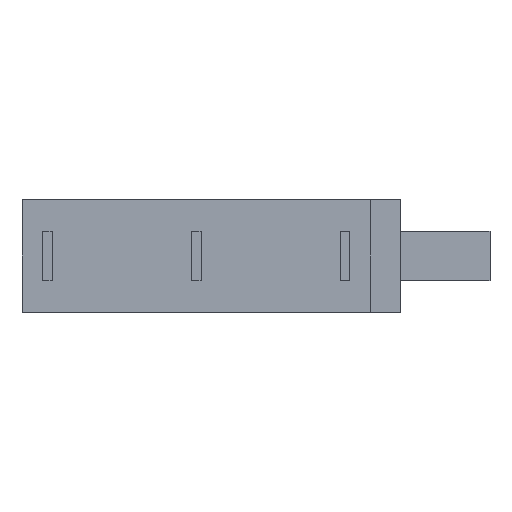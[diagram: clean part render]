
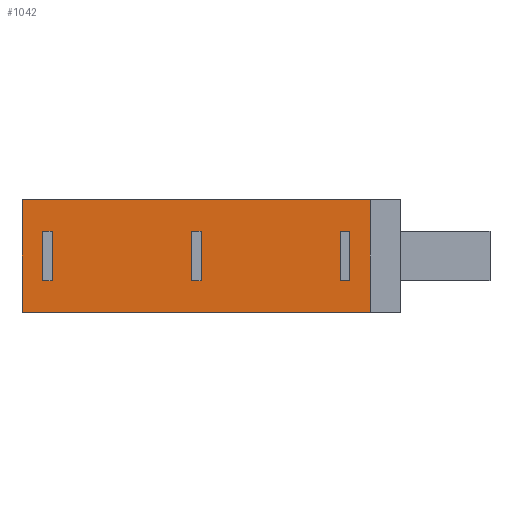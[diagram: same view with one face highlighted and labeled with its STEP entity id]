
A CAD part, left-side view. The second image highlights one B-rep face of the part: STEP entity #1042.
In plain terms, the highlighted planar face has unit normal (1, 0, 0).
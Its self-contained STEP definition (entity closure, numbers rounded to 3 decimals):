
#920=AXIS2_PLACEMENT_3D('Plane Axis2P3D',#917,#918,#919) ;
#777=CARTESIAN_POINT('Vertex',(-175.133,-19.9,-82.)) ;
#780=CARTESIAN_POINT('Line Origine',(-175.133,-29.8,-82.)) ;
#784=CARTESIAN_POINT('Vertex',(-175.133,-39.7,-82.)) ;
#898=CARTESIAN_POINT('Line Origine',(-175.133,-39.7,-78.8)) ;
#902=CARTESIAN_POINT('Vertex',(-175.133,-39.7,-75.6)) ;
#917=CARTESIAN_POINT('Axis2P3D Location',(-175.133,-19.9,-75.6)) ;
#922=CARTESIAN_POINT('Line Origine',(-175.133,-19.9,-78.8)) ;
#926=CARTESIAN_POINT('Vertex',(-175.133,-19.9,-75.6)) ;
#929=CARTESIAN_POINT('Line Origine',(-175.133,-29.8,-75.6)) ;
#940=CARTESIAN_POINT('Line Origine',(-175.133,-38.54,-78.8)) ;
#944=CARTESIAN_POINT('Vertex',(-175.133,-38.54,-80.2)) ;
#946=CARTESIAN_POINT('Vertex',(-175.133,-38.54,-77.4)) ;
#949=CARTESIAN_POINT('Line Origine',(-175.133,-38.26,-77.4)) ;
#953=CARTESIAN_POINT('Vertex',(-175.133,-37.98,-77.4)) ;
#956=CARTESIAN_POINT('Line Origine',(-175.133,-37.98,-78.8)) ;
#960=CARTESIAN_POINT('Vertex',(-175.133,-37.98,-80.2)) ;
#963=CARTESIAN_POINT('Line Origine',(-175.133,-38.26,-80.2)) ;
#974=CARTESIAN_POINT('Line Origine',(-175.133,-30.08,-78.8)) ;
#978=CARTESIAN_POINT('Vertex',(-175.133,-30.08,-80.2)) ;
#980=CARTESIAN_POINT('Vertex',(-175.133,-30.08,-77.4)) ;
#983=CARTESIAN_POINT('Line Origine',(-175.133,-29.8,-77.4)) ;
#987=CARTESIAN_POINT('Vertex',(-175.133,-29.52,-77.4)) ;
#990=CARTESIAN_POINT('Line Origine',(-175.133,-29.52,-78.8)) ;
#994=CARTESIAN_POINT('Vertex',(-175.133,-29.52,-80.2)) ;
#997=CARTESIAN_POINT('Line Origine',(-175.133,-29.8,-80.2)) ;
#1008=CARTESIAN_POINT('Line Origine',(-175.133,-21.62,-78.8)) ;
#1012=CARTESIAN_POINT('Vertex',(-175.133,-21.62,-80.2)) ;
#1014=CARTESIAN_POINT('Vertex',(-175.133,-21.62,-77.4)) ;
#1017=CARTESIAN_POINT('Line Origine',(-175.133,-21.34,-77.4)) ;
#1021=CARTESIAN_POINT('Vertex',(-175.133,-21.06,-77.4)) ;
#1024=CARTESIAN_POINT('Line Origine',(-175.133,-21.06,-78.8)) ;
#1028=CARTESIAN_POINT('Vertex',(-175.133,-21.06,-80.2)) ;
#1031=CARTESIAN_POINT('Line Origine',(-175.133,-21.34,-80.2)) ;
#781=DIRECTION('Vector Direction',(0.,-1.,0.)) ;
#899=DIRECTION('Vector Direction',(0.,0.,-1.)) ;
#918=DIRECTION('Axis2P3D Direction',(1.,0.,0.)) ;
#919=DIRECTION('Axis2P3D XDirection',(0.,-1.,0.)) ;
#923=DIRECTION('Vector Direction',(0.,0.,-1.)) ;
#930=DIRECTION('Vector Direction',(0.,-1.,0.)) ;
#941=DIRECTION('Vector Direction',(0.,0.,-1.)) ;
#950=DIRECTION('Vector Direction',(0.,1.,0.)) ;
#957=DIRECTION('Vector Direction',(0.,0.,1.)) ;
#964=DIRECTION('Vector Direction',(0.,-1.,0.)) ;
#975=DIRECTION('Vector Direction',(0.,0.,-1.)) ;
#984=DIRECTION('Vector Direction',(0.,1.,0.)) ;
#991=DIRECTION('Vector Direction',(0.,0.,1.)) ;
#998=DIRECTION('Vector Direction',(0.,-1.,0.)) ;
#1009=DIRECTION('Vector Direction',(0.,0.,-1.)) ;
#1018=DIRECTION('Vector Direction',(0.,1.,0.)) ;
#1025=DIRECTION('Vector Direction',(0.,0.,1.)) ;
#1032=DIRECTION('Vector Direction',(0.,-1.,0.)) ;
#782=VECTOR('Line Direction',#781,1.) ;
#900=VECTOR('Line Direction',#899,1.) ;
#924=VECTOR('Line Direction',#923,1.) ;
#931=VECTOR('Line Direction',#930,1.) ;
#942=VECTOR('Line Direction',#941,1.) ;
#951=VECTOR('Line Direction',#950,1.) ;
#958=VECTOR('Line Direction',#957,1.) ;
#965=VECTOR('Line Direction',#964,1.) ;
#976=VECTOR('Line Direction',#975,1.) ;
#985=VECTOR('Line Direction',#984,1.) ;
#992=VECTOR('Line Direction',#991,1.) ;
#999=VECTOR('Line Direction',#998,1.) ;
#1010=VECTOR('Line Direction',#1009,1.) ;
#1019=VECTOR('Line Direction',#1018,1.) ;
#1026=VECTOR('Line Direction',#1025,1.) ;
#1033=VECTOR('Line Direction',#1032,1.) ;
#935=ORIENTED_EDGE('',*,*,#786,.T.) ;
#936=ORIENTED_EDGE('',*,*,#928,.F.) ;
#937=ORIENTED_EDGE('',*,*,#933,.F.) ;
#938=ORIENTED_EDGE('',*,*,#904,.T.) ;
#969=ORIENTED_EDGE('',*,*,#948,.T.) ;
#970=ORIENTED_EDGE('',*,*,#955,.T.) ;
#971=ORIENTED_EDGE('',*,*,#962,.T.) ;
#972=ORIENTED_EDGE('',*,*,#967,.T.) ;
#1003=ORIENTED_EDGE('',*,*,#982,.T.) ;
#1004=ORIENTED_EDGE('',*,*,#989,.T.) ;
#1005=ORIENTED_EDGE('',*,*,#996,.T.) ;
#1006=ORIENTED_EDGE('',*,*,#1001,.T.) ;
#1037=ORIENTED_EDGE('',*,*,#1016,.T.) ;
#1038=ORIENTED_EDGE('',*,*,#1023,.T.) ;
#1039=ORIENTED_EDGE('',*,*,#1030,.T.) ;
#1040=ORIENTED_EDGE('',*,*,#1035,.T.) ;
#973=FACE_BOUND('',#968,.T.) ;
#1007=FACE_BOUND('',#1002,.T.) ;
#1041=FACE_BOUND('',#1036,.T.) ;
#1042=ADVANCED_FACE('Surface.5',(#939,#973,#1007,#1041),#921,.T.) ;
#786=EDGE_CURVE('',#785,#778,#783,.F.) ;
#904=EDGE_CURVE('',#903,#785,#901,.T.) ;
#928=EDGE_CURVE('',#927,#778,#925,.T.) ;
#933=EDGE_CURVE('',#903,#927,#932,.F.) ;
#948=EDGE_CURVE('',#945,#947,#943,.F.) ;
#955=EDGE_CURVE('',#947,#954,#952,.T.) ;
#962=EDGE_CURVE('',#954,#961,#959,.F.) ;
#967=EDGE_CURVE('',#961,#945,#966,.T.) ;
#982=EDGE_CURVE('',#979,#981,#977,.F.) ;
#989=EDGE_CURVE('',#981,#988,#986,.T.) ;
#996=EDGE_CURVE('',#988,#995,#993,.F.) ;
#1001=EDGE_CURVE('',#995,#979,#1000,.T.) ;
#1016=EDGE_CURVE('',#1013,#1015,#1011,.F.) ;
#1023=EDGE_CURVE('',#1015,#1022,#1020,.T.) ;
#1030=EDGE_CURVE('',#1022,#1029,#1027,.F.) ;
#1035=EDGE_CURVE('',#1029,#1013,#1034,.T.) ;
#934=EDGE_LOOP('',(#935,#936,#937,#938)) ;
#968=EDGE_LOOP('',(#969,#970,#971,#972)) ;
#1002=EDGE_LOOP('',(#1003,#1004,#1005,#1006)) ;
#1036=EDGE_LOOP('',(#1037,#1038,#1039,#1040)) ;
#939=FACE_OUTER_BOUND('',#934,.T.) ;
#783=LINE('Line',#780,#782) ;
#901=LINE('Line',#898,#900) ;
#925=LINE('Line',#922,#924) ;
#932=LINE('Line',#929,#931) ;
#943=LINE('Line',#940,#942) ;
#952=LINE('Line',#949,#951) ;
#959=LINE('Line',#956,#958) ;
#966=LINE('Line',#963,#965) ;
#977=LINE('Line',#974,#976) ;
#986=LINE('Line',#983,#985) ;
#993=LINE('Line',#990,#992) ;
#1000=LINE('Line',#997,#999) ;
#1011=LINE('Line',#1008,#1010) ;
#1020=LINE('Line',#1017,#1019) ;
#1027=LINE('Line',#1024,#1026) ;
#1034=LINE('Line',#1031,#1033) ;
#921=PLANE('',#920) ;
#778=VERTEX_POINT('',#777) ;
#785=VERTEX_POINT('',#784) ;
#903=VERTEX_POINT('',#902) ;
#927=VERTEX_POINT('',#926) ;
#945=VERTEX_POINT('',#944) ;
#947=VERTEX_POINT('',#946) ;
#954=VERTEX_POINT('',#953) ;
#961=VERTEX_POINT('',#960) ;
#979=VERTEX_POINT('',#978) ;
#981=VERTEX_POINT('',#980) ;
#988=VERTEX_POINT('',#987) ;
#995=VERTEX_POINT('',#994) ;
#1013=VERTEX_POINT('',#1012) ;
#1015=VERTEX_POINT('',#1014) ;
#1022=VERTEX_POINT('',#1021) ;
#1029=VERTEX_POINT('',#1028) ;
